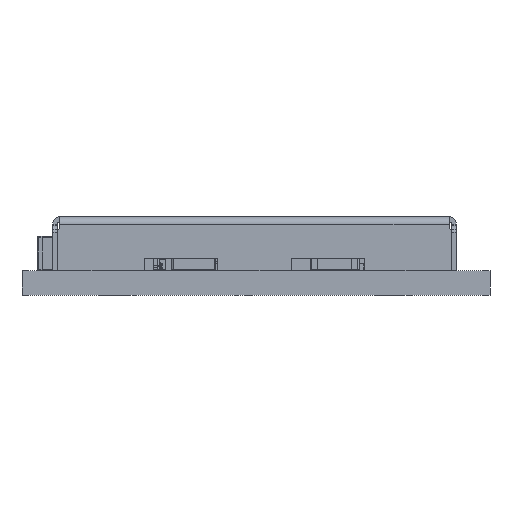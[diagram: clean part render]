
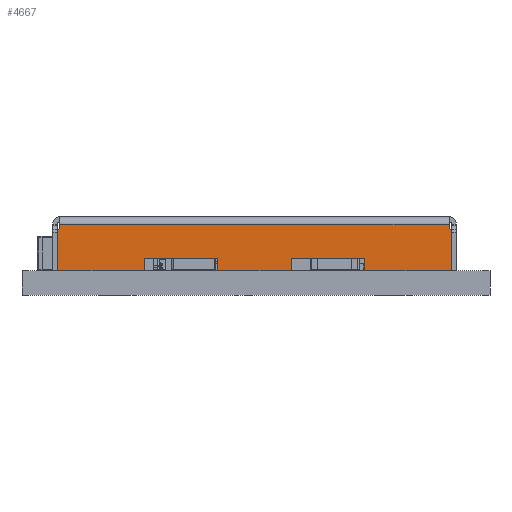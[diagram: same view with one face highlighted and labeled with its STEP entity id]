
A CAD part, front view. The second image highlights one B-rep face of the part: STEP entity #4667.
In plain terms, the highlighted face is planar.
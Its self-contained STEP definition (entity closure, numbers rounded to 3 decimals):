
#1419=DIRECTION('',(-1.,0.,0.));
#1420=VECTOR('',#1419,1.95);
#1421=CARTESIAN_POINT('',(8.05,2.2,8.25));
#1422=LINE('',#1421,#1420);
#1426=DIRECTION('',(-1.,0.,0.));
#1427=VECTOR('',#1426,0.6);
#1428=CARTESIAN_POINT('',(5.1,2.2,8.25));
#1429=LINE('',#1428,#1427);
#1454=DIRECTION('',(0.,-1.,0.));
#1455=VECTOR('',#1454,0.8);
#1456=CARTESIAN_POINT('',(5.1,3.,8.25));
#1457=LINE('',#1456,#1455);
#1461=DIRECTION('',(-1.,0.,0.));
#1462=VECTOR('',#1461,1.);
#1463=CARTESIAN_POINT('',(6.1,3.,8.25));
#1464=LINE('',#1463,#1462);
#1468=DIRECTION('',(0.,1.,0.));
#1469=VECTOR('',#1468,0.8);
#1470=CARTESIAN_POINT('',(6.1,2.2,8.25));
#1471=LINE('',#1470,#1469);
#1475=DIRECTION('',(0.,1.,0.));
#1476=VECTOR('',#1475,1.566);
#1477=CARTESIAN_POINT('',(8.05,0.634,8.25));
#1478=LINE('',#1477,#1476);
#1482=CARTESIAN_POINT('',(7.85,0.634,8.25));
#1483=DIRECTION('',(0.,0.,1.));
#1484=DIRECTION('',(0.75,-0.661,0.));
#1485=AXIS2_PLACEMENT_3D('',#1482,#1483,#1484);
#1490=DIRECTION('',(0.,-1.,0.));
#1491=VECTOR('',#1490,0.07);
#1492=CARTESIAN_POINT('',(7.95,0.37,8.25));
#1493=LINE('',#1492,#1491);
#1497=DIRECTION('',(-1.,0.,0.));
#1498=VECTOR('',#1497,15.9);
#1499=CARTESIAN_POINT('',(7.95,0.3,8.25));
#1500=LINE('',#1499,#1498);
#1504=DIRECTION('',(0.,-1.,0.));
#1505=VECTOR('',#1504,0.07);
#1506=CARTESIAN_POINT('',(-7.95,0.37,8.25));
#1507=LINE('',#1506,#1505);
#1511=CARTESIAN_POINT('',(-7.85,0.634,8.25));
#1512=DIRECTION('',(0.,0.,1.));
#1513=DIRECTION('',(-1.,0.,0.));
#1514=AXIS2_PLACEMENT_3D('',#1511,#1512,#1513);
#1519=DIRECTION('',(0.,-1.,0.));
#1520=VECTOR('',#1519,1.566);
#1521=CARTESIAN_POINT('',(-8.05,2.2,8.25));
#1522=LINE('',#1521,#1520);
#1526=DIRECTION('',(0.,-1.,0.));
#1527=VECTOR('',#1526,0.5);
#1528=CARTESIAN_POINT('',(-4.5,2.2,8.25));
#1529=LINE('',#1528,#1527);
#1533=DIRECTION('',(-1.,0.,0.));
#1534=VECTOR('',#1533,3.);
#1535=CARTESIAN_POINT('',(-1.5,1.7,8.25));
#1536=LINE('',#1535,#1534);
#1540=DIRECTION('',(0.,-1.,0.));
#1541=VECTOR('',#1540,0.5);
#1542=CARTESIAN_POINT('',(-1.5,2.2,8.25));
#1543=LINE('',#1542,#1541);
#1547=DIRECTION('',(0.,-1.,0.));
#1548=VECTOR('',#1547,0.5);
#1549=CARTESIAN_POINT('',(1.5,2.2,8.25));
#1550=LINE('',#1549,#1548);
#1554=DIRECTION('',(-1.,0.,0.));
#1555=VECTOR('',#1554,3.);
#1556=CARTESIAN_POINT('',(4.5,1.7,8.25));
#1557=LINE('',#1556,#1555);
#1561=DIRECTION('',(0.,-1.,0.));
#1562=VECTOR('',#1561,0.5);
#1563=CARTESIAN_POINT('',(4.5,2.2,8.25));
#1564=LINE('',#1563,#1562);
#1611=CARTESIAN_POINT('',(8.15,0.37,8.25));
#1612=DIRECTION('',(0.,0.,-1.));
#1613=DIRECTION('',(-1.,0.,0.));
#1614=AXIS2_PLACEMENT_3D('',#1611,#1612,#1613);
#1647=CARTESIAN_POINT('',(-8.15,0.37,8.25));
#1648=DIRECTION('',(0.,0.,-1.));
#1649=DIRECTION('',(0.75,0.661,0.));
#1650=AXIS2_PLACEMENT_3D('',#1647,#1648,#1649);
#1670=DIRECTION('',(-1.,0.,0.));
#1671=VECTOR('',#1670,3.55);
#1672=CARTESIAN_POINT('',(-4.5,2.2,8.25));
#1673=LINE('',#1672,#1671);
#1726=DIRECTION('',(1.,0.,0.));
#1727=VECTOR('',#1726,3.);
#1728=CARTESIAN_POINT('',(-1.5,2.2,8.25));
#1729=LINE('',#1728,#1727);
#3124=CARTESIAN_POINT('',(-1.5,2.2,8.25));
#3125=CARTESIAN_POINT('',(-1.5,1.7,8.25));
#3126=VERTEX_POINT('',#3124);
#3127=VERTEX_POINT('',#3125);
#3128=CARTESIAN_POINT('',(-4.5,1.7,8.25));
#3129=VERTEX_POINT('',#3128);
#3130=CARTESIAN_POINT('',(-4.5,2.2,8.25));
#3131=VERTEX_POINT('',#3130);
#3132=CARTESIAN_POINT('',(4.5,2.2,8.25));
#3133=CARTESIAN_POINT('',(4.5,1.7,8.25));
#3134=VERTEX_POINT('',#3132);
#3135=VERTEX_POINT('',#3133);
#3136=CARTESIAN_POINT('',(1.5,1.7,8.25));
#3137=VERTEX_POINT('',#3136);
#3138=CARTESIAN_POINT('',(1.5,2.2,8.25));
#3139=VERTEX_POINT('',#3138);
#3228=CARTESIAN_POINT('',(8.05,2.2,8.25));
#3230=VERTEX_POINT('',#3228);
#3236=CARTESIAN_POINT('',(7.95,0.37,8.25));
#3238=VERTEX_POINT('',#3236);
#3244=CARTESIAN_POINT('',(7.95,0.3,8.25));
#3245=VERTEX_POINT('',#3244);
#3252=CARTESIAN_POINT('',(8.,0.502,8.25));
#3254=VERTEX_POINT('',#3252);
#3256=CARTESIAN_POINT('',(8.05,0.634,8.25));
#3258=VERTEX_POINT('',#3256);
#3268=CARTESIAN_POINT('',(-8.05,2.2,8.25));
#3270=VERTEX_POINT('',#3268);
#3292=CARTESIAN_POINT('',(-7.95,0.37,8.25));
#3294=VERTEX_POINT('',#3292);
#3320=CARTESIAN_POINT('',(-7.95,0.3,8.25));
#3321=VERTEX_POINT('',#3320);
#3372=CARTESIAN_POINT('',(-8.05,0.634,8.25));
#3373=CARTESIAN_POINT('',(-8.,0.502,8.25));
#3374=VERTEX_POINT('',#3372);
#3375=VERTEX_POINT('',#3373);
#3388=CARTESIAN_POINT('',(5.1,3.,8.25));
#3389=CARTESIAN_POINT('',(5.1,2.2,8.25));
#3390=VERTEX_POINT('',#3388);
#3391=VERTEX_POINT('',#3389);
#3392=CARTESIAN_POINT('',(6.1,2.2,8.25));
#3393=CARTESIAN_POINT('',(6.1,3.,8.25));
#3394=VERTEX_POINT('',#3392);
#3395=VERTEX_POINT('',#3393);
#4620=CARTESIAN_POINT('',(-7.907,-16.157,8.25));
#4621=DIRECTION('',(0.,0.,1.));
#4622=DIRECTION('',(0.,1.,0.));
#4623=AXIS2_PLACEMENT_3D('',#4620,#4621,#4622);
#4624=PLANE('',#4623);
#4625=ORIENTED_EDGE('',*,*,#4584,.F.);
#4627=ORIENTED_EDGE('',*,*,#4626,.F.);
#4629=ORIENTED_EDGE('',*,*,#4628,.F.);
#4630=ORIENTED_EDGE('',*,*,#4604,.F.);
#4631=ORIENTED_EDGE('',*,*,#4565,.F.);
#4633=ORIENTED_EDGE('',*,*,#4632,.F.);
#4635=ORIENTED_EDGE('',*,*,#4634,.F.);
#4637=ORIENTED_EDGE('',*,*,#4636,.F.);
#4639=ORIENTED_EDGE('',*,*,#4638,.T.);
#4640=ORIENTED_EDGE('',*,*,#3683,.T.);
#4642=ORIENTED_EDGE('',*,*,#4641,.F.);
#4644=ORIENTED_EDGE('',*,*,#4643,.F.);
#4646=ORIENTED_EDGE('',*,*,#4645,.F.);
#4648=ORIENTED_EDGE('',*,*,#4647,.F.);
#4650=ORIENTED_EDGE('',*,*,#4649,.F.);
#4652=ORIENTED_EDGE('',*,*,#4651,.T.);
#4654=ORIENTED_EDGE('',*,*,#4653,.F.);
#4656=ORIENTED_EDGE('',*,*,#4655,.F.);
#4658=ORIENTED_EDGE('',*,*,#4657,.T.);
#4660=ORIENTED_EDGE('',*,*,#4659,.T.);
#4662=ORIENTED_EDGE('',*,*,#4661,.F.);
#4664=ORIENTED_EDGE('',*,*,#4663,.F.);
#4665=EDGE_LOOP('',(#4625,#4627,#4629,#4630,#4631,#4633,#4635,#4637,#4639,#4640,
#4642,#4644,#4646,#4648,#4650,#4652,#4654,#4656,#4658,#4660,#4662,#4664));
#4666=FACE_OUTER_BOUND('',#4665,.F.);
#4667=ADVANCED_FACE('',(#4666),#4624,.T.);
#1486=CIRCLE('',#1485,0.2);
#1515=CIRCLE('',#1514,0.2);
#1615=CIRCLE('',#1614,0.2);
#1651=CIRCLE('',#1650,0.2);
#3683=EDGE_CURVE('',#3245,#3321,#1500,.T.);
#4565=EDGE_CURVE('',#3230,#3394,#1422,.T.);
#4584=EDGE_CURVE('',#3391,#3134,#1429,.T.);
#4604=EDGE_CURVE('',#3394,#3395,#1471,.T.);
#4626=EDGE_CURVE('',#3390,#3391,#1457,.T.);
#4628=EDGE_CURVE('',#3395,#3390,#1464,.T.);
#4632=EDGE_CURVE('',#3258,#3230,#1478,.T.);
#4634=EDGE_CURVE('',#3254,#3258,#1486,.T.);
#4636=EDGE_CURVE('',#3238,#3254,#1615,.T.);
#4638=EDGE_CURVE('',#3238,#3245,#1493,.T.);
#4641=EDGE_CURVE('',#3294,#3321,#1507,.T.);
#4643=EDGE_CURVE('',#3375,#3294,#1651,.T.);
#4645=EDGE_CURVE('',#3374,#3375,#1515,.T.);
#4647=EDGE_CURVE('',#3270,#3374,#1522,.T.);
#4649=EDGE_CURVE('',#3131,#3270,#1673,.T.);
#4651=EDGE_CURVE('',#3131,#3129,#1529,.T.);
#4653=EDGE_CURVE('',#3127,#3129,#1536,.T.);
#4655=EDGE_CURVE('',#3126,#3127,#1543,.T.);
#4657=EDGE_CURVE('',#3126,#3139,#1729,.T.);
#4659=EDGE_CURVE('',#3139,#3137,#1550,.T.);
#4661=EDGE_CURVE('',#3135,#3137,#1557,.T.);
#4663=EDGE_CURVE('',#3134,#3135,#1564,.T.);
